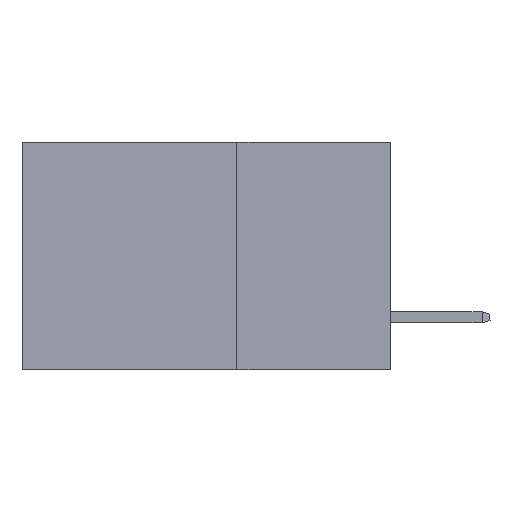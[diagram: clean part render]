
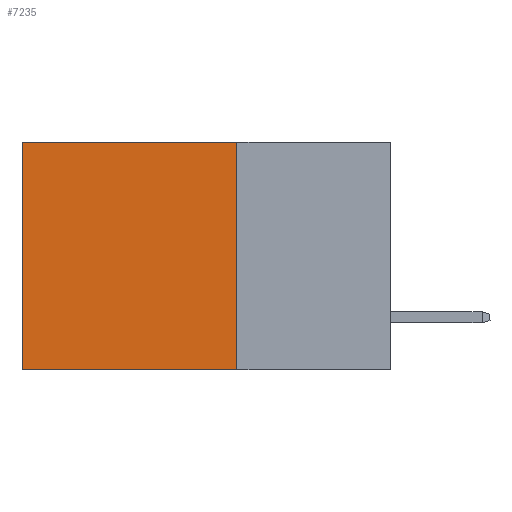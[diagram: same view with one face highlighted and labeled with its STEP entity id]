
A CAD part, left-side view. The second image highlights one B-rep face of the part: STEP entity #7235.
In plain terms, the highlighted planar face has unit normal (-1, 0, 0).
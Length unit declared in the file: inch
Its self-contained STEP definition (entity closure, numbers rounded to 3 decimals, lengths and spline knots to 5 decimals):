
#204 = CARTESIAN_POINT ( 'NONE',  ( 0.2875, 0.25, 0. ) ) ;
#436 = DIRECTION ( 'NONE',  ( 0., 0., -1. ) ) ;
#682 = EDGE_CURVE ( 'NONE', #12617, #2742, #5578, .T. ) ;
#790 = AXIS2_PLACEMENT_3D ( 'NONE', #204, #2865, #9979 ) ;
#1887 = LINE ( 'NONE', #7556, #5507 ) ;
#1943 = ORIENTED_EDGE ( 'NONE', *, *, #682, .T. ) ;
#1991 = CARTESIAN_POINT ( 'NONE',  ( 0.2875, 0.25, -0.37 ) ) ;
#2693 = FACE_OUTER_BOUND ( 'NONE', #7315, .T. ) ;
#2742 = VERTEX_POINT ( 'NONE', #11590 ) ;
#2759 = VECTOR ( 'NONE', #6369, 39.37008 ) ;
#2865 = DIRECTION ( 'NONE',  ( 1., 0., 0. ) ) ;
#3309 = VECTOR ( 'NONE', #14035, 39.37008 ) ;
#3725 = VECTOR ( 'NONE', #6532, 39.37008 ) ;
#4052 = ORIENTED_EDGE ( 'NONE', *, *, #14181, .F. ) ;
#4899 = VERTEX_POINT ( 'NONE', #8793 ) ;
#5507 = VECTOR ( 'NONE', #436, 39.37008 ) ;
#5578 = LINE ( 'NONE', #13524, #2759 ) ;
#6152 = CARTESIAN_POINT ( 'NONE',  ( 0.2875, 0.25, 0. ) ) ;
#6369 = DIRECTION ( 'NONE',  ( 0., 1., 0. ) ) ;
#6532 = DIRECTION ( 'NONE',  ( 0., 0., -1. ) ) ;
#6713 = LINE ( 'NONE', #1991, #3309 ) ;
#7235 = ADVANCED_FACE ( 'NONE', ( #2693 ), #12199, .F. ) ;
#7272 = EDGE_CURVE ( 'NONE', #2742, #4899, #1887, .T. ) ;
#7315 = EDGE_LOOP ( 'NONE', ( #10959, #4052, #9092, #1943 ) ) ;
#7556 = CARTESIAN_POINT ( 'NONE',  ( 0.2875, 0.6, 0. ) ) ;
#8793 = CARTESIAN_POINT ( 'NONE',  ( 0.2875, 0.6, -0.37 ) ) ;
#8845 = CARTESIAN_POINT ( 'NONE',  ( 0.2875, 0.25, 0. ) ) ;
#8890 = CARTESIAN_POINT ( 'NONE',  ( 0.2875, 0.25, -0.37 ) ) ;
#9092 = ORIENTED_EDGE ( 'NONE', *, *, #12659, .F. ) ;
#9477 = VERTEX_POINT ( 'NONE', #8890 ) ;
#9979 = DIRECTION ( 'NONE',  ( 0., 0., -1. ) ) ;
#10959 = ORIENTED_EDGE ( 'NONE', *, *, #7272, .T. ) ;
#11590 = CARTESIAN_POINT ( 'NONE',  ( 0.2875, 0.6, 0. ) ) ;
#12199 = PLANE ( 'NONE',  #790 ) ;
#12617 = VERTEX_POINT ( 'NONE', #6152 ) ;
#12659 = EDGE_CURVE ( 'NONE', #12617, #9477, #13296, .T. ) ;
#13296 = LINE ( 'NONE', #8845, #3725 ) ;
#13524 = CARTESIAN_POINT ( 'NONE',  ( 0.2875, 0.25, 0. ) ) ;
#14035 = DIRECTION ( 'NONE',  ( 0., 1., 0. ) ) ;
#14181 = EDGE_CURVE ( 'NONE', #9477, #4899, #6713, .T. ) ;
